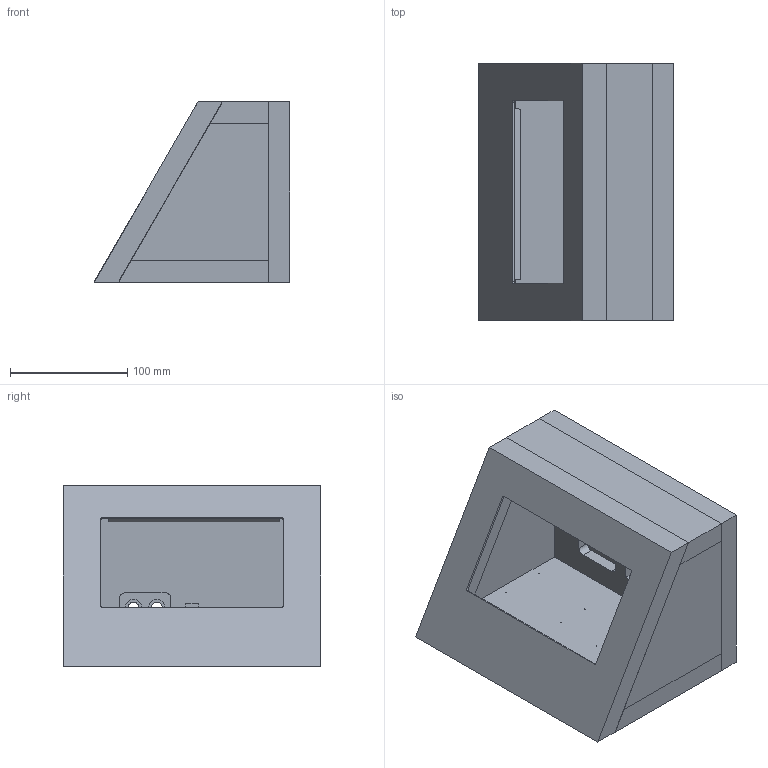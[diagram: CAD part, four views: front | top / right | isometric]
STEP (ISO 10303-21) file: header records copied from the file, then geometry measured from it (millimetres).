
FILE_DESCRIPTION( ( '' ), ' ' );
FILE_NAME( '5e47eda97cdfad13d7afdec7.step', '2020-02-15T13:10:02', ( '' ), ( '' ), ' ', ' ', ' ' );
FILE_SCHEMA( ( 'AUTOMOTIVE_DESIGN { 1 0 10303 214 1 1 1 1 }' ) );
Length unit declared in the file: metre
Products named in the file (6): Part 6; Part 5; Part 4; Part 3; Part 2; Part 1
Bounding box: 167.2 x 220 x 153.81 mm (x, y, z)
Volume: 1944177.2 mm3; surface area: 316557.9 mm2
Topology: 6 solids, 6 shells, 146 faces, 381 edges, 256 vertices
Faces by surface type: plane 101, cylinder 45
Full cylindrical faces by diameter (mm): 0.5 x8, 4 x4, 6.4 x1, 8 x1, 9.2 x2, 12 x1, 14 x2
Entity records: 5644 total; most frequent: CARTESIAN_POINT 758, DIRECTION 750, ORIENTED_EDGE 712, EDGE_CURVE 356, LINE 266, VECTOR 266, VERTEX_POINT 250, AXIS2_PLACEMENT_3D 242
